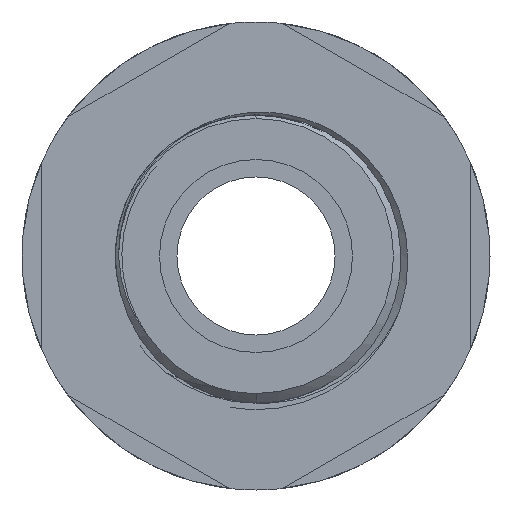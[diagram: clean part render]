
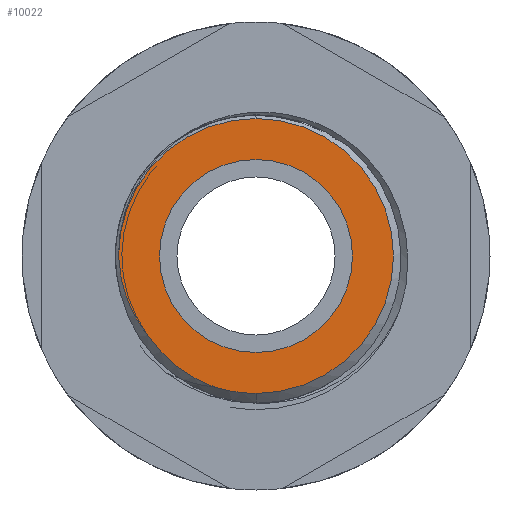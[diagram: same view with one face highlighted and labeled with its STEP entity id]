
A CAD part, front view. The second image highlights one B-rep face of the part: STEP entity #10022.
In plain terms, the highlighted planar face has unit normal (0, -1, 0).
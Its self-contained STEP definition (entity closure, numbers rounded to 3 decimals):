
#102 = CARTESIAN_POINT ( 'NONE',  ( 0., -8., 4.95 ) ) ;
#710 = CARTESIAN_POINT ( 'NONE',  ( -5.339, -8., -4.378 ) ) ;
#766 = CARTESIAN_POINT ( 'NONE',  ( -2.779, -8., -6.458 ) ) ;
#930 = ORIENTED_EDGE ( 'NONE', *, *, #13296, .T. ) ;
#942 = AXIS2_PLACEMENT_3D ( 'NONE', #5441, #5427, #5411 ) ;
#1055 = DIRECTION ( 'NONE',  ( 0., -1., 0. ) ) ;
#1084 = EDGE_LOOP ( 'NONE', ( #9297, #11342, #2677, #930, #3755 ) ) ;
#1535 = DIRECTION ( 'NONE',  ( 0., 1., 0. ) ) ;
#1852 = CARTESIAN_POINT ( 'NONE',  ( -2.089, -8., -6.734 ) ) ;
#1995 = VERTEX_POINT ( 'NONE', #7443 ) ;
#2288 = EDGE_CURVE ( 'NONE', #7047, #10268, #10123, .T. ) ;
#2436 = CARTESIAN_POINT ( 'NONE',  ( 0., -8., 7.05 ) ) ;
#2675 = ORIENTED_EDGE ( 'NONE', *, *, #12730, .F. ) ;
#2677 = ORIENTED_EDGE ( 'NONE', *, *, #5105, .T. ) ;
#2759 = VERTEX_POINT ( 'NONE', #102 ) ;
#2953 = DIRECTION ( 'NONE',  ( 0., -1., 0. ) ) ;
#3321 = CARTESIAN_POINT ( 'NONE',  ( -7.05, -8., -0.012 ) ) ;
#3437 = DIRECTION ( 'NONE',  ( 0., -1., 0. ) ) ;
#3755 = ORIENTED_EDGE ( 'NONE', *, *, #7441, .T. ) ;
#3976 = DIRECTION ( 'NONE',  ( 0., -1., 0. ) ) ;
#4329 = VERTEX_POINT ( 'NONE', #13416 ) ;
#4338 = CIRCLE ( 'NONE', #4600, 7.05 ) ;
#4450 = CARTESIAN_POINT ( 'NONE',  ( -2.089, -8., -6.734 ) ) ;
#4600 = AXIS2_PLACEMENT_3D ( 'NONE', #7571, #1055, #8633 ) ;
#5094 = CARTESIAN_POINT ( 'NONE',  ( -5.107, -8., -4.667 ) ) ;
#5105 = EDGE_CURVE ( 'NONE', #10268, #4329, #4338, .T. ) ;
#5170 = EDGE_LOOP ( 'NONE', ( #2675, #9206 ) ) ;
#5411 = DIRECTION ( 'NONE',  ( 0., 0., 1. ) ) ;
#5427 = DIRECTION ( 'NONE',  ( 0., -1., 0. ) ) ;
#5441 = CARTESIAN_POINT ( 'NONE',  ( 0., -8., 0. ) ) ;
#5499 = CARTESIAN_POINT ( 'NONE',  ( -6.367, -8., -2.852 ) ) ;
#6178 = CARTESIAN_POINT ( 'NONE',  ( -4.321, -8., -5.455 ) ) ;
#6594 = CARTESIAN_POINT ( 'NONE',  ( -5.547, -8., -4.069 ) ) ;
#6796 = B_SPLINE_CURVE_WITH_KNOTS ( 'NONE', 3,
 ( #3321, #9710, #11660, #5499, #12649, #6594 ),
 .UNSPECIFIED., .F., .F.,
 ( 4, 2, 4 ),
 ( 0.009, 0.012, 0.014 ),
 .UNSPECIFIED. ) ;
#6831 = CIRCLE ( 'NONE', #9566, 4.95 ) ;
#6966 = PLANE ( 'NONE',  #10380 ) ;
#7047 = VERTEX_POINT ( 'NONE', #9603 ) ;
#7072 = FACE_BOUND ( 'NONE', #5170, .T. ) ;
#7283 = CARTESIAN_POINT ( 'NONE',  ( -3.426, -8., -6.107 ) ) ;
#7357 = CIRCLE ( 'NONE', #8467, 7.05 ) ;
#7441 = EDGE_CURVE ( 'NONE', #1995, #11540, #8356, .T. ) ;
#7443 = CARTESIAN_POINT ( 'NONE',  ( -5.547, -8., -4.069 ) ) ;
#7571 = CARTESIAN_POINT ( 'NONE',  ( 0., -8., 0. ) ) ;
#8300 = CARTESIAN_POINT ( 'NONE',  ( -5.547, -8., -4.069 ) ) ;
#8344 = CARTESIAN_POINT ( 'NONE',  ( -2.438, -8., -6.61 ) ) ;
#8356 = B_SPLINE_CURVE_WITH_KNOTS ( 'NONE', 3,
 ( #8300, #710, #5094, #12281, #6178, #13275, #7283, #766, #8344, #1852 ),
 .UNSPECIFIED., .F., .F.,
 ( 4, 2, 2, 2, 4 ),
 ( 0., 0.001, 0.002, 0.003, 0.004 ),
 .UNSPECIFIED. ) ;
#8467 = AXIS2_PLACEMENT_3D ( 'NONE', #9830, #3437, #10808 ) ;
#8633 = DIRECTION ( 'NONE',  ( 0., 0., 1. ) ) ;
#9084 = DIRECTION ( 'NONE',  ( 0., 0., 1. ) ) ;
#9206 = ORIENTED_EDGE ( 'NONE', *, *, #11977, .F. ) ;
#9297 = ORIENTED_EDGE ( 'NONE', *, *, #11517, .T. ) ;
#9375 = CARTESIAN_POINT ( 'NONE',  ( 0., -8., 0. ) ) ;
#9566 = AXIS2_PLACEMENT_3D ( 'NONE', #9375, #2953, #10372 ) ;
#9603 = CARTESIAN_POINT ( 'NONE',  ( 0., -8., -7.05 ) ) ;
#9710 = CARTESIAN_POINT ( 'NONE',  ( -7.022, -8., -0.748 ) ) ;
#9732 = AXIS2_PLACEMENT_3D ( 'NONE', #10311, #3976, #11285 ) ;
#9749 = VERTEX_POINT ( 'NONE', #11573 ) ;
#9830 = CARTESIAN_POINT ( 'NONE',  ( 0., -8., 0. ) ) ;
#10022 = ADVANCED_FACE ( 'NONE', ( #7072, #12426 ), #6966, .F. ) ;
#10123 = CIRCLE ( 'NONE', #942, 7.05 ) ;
#10268 = VERTEX_POINT ( 'NONE', #2436 ) ;
#10311 = CARTESIAN_POINT ( 'NONE',  ( 0., -8., 0. ) ) ;
#10372 = DIRECTION ( 'NONE',  ( 0., 0., -1. ) ) ;
#10380 = AXIS2_PLACEMENT_3D ( 'NONE', #12946, #1535, #9084 ) ;
#10522 = CIRCLE ( 'NONE', #9732, 4.95 ) ;
#10808 = DIRECTION ( 'NONE',  ( 0., 0., 1. ) ) ;
#11285 = DIRECTION ( 'NONE',  ( 0., 0., -1. ) ) ;
#11342 = ORIENTED_EDGE ( 'NONE', *, *, #2288, .T. ) ;
#11517 = EDGE_CURVE ( 'NONE', #11540, #7047, #7357, .T. ) ;
#11540 = VERTEX_POINT ( 'NONE', #4450 ) ;
#11573 = CARTESIAN_POINT ( 'NONE',  ( 0., -8., -4.95 ) ) ;
#11660 = CARTESIAN_POINT ( 'NONE',  ( -6.881, -8., -1.464 ) ) ;
#11977 = EDGE_CURVE ( 'NONE', #2759, #9749, #6831, .T. ) ;
#12281 = CARTESIAN_POINT ( 'NONE',  ( -4.599, -8., -5.204 ) ) ;
#12426 = FACE_OUTER_BOUND ( 'NONE', #1084, .T. ) ;
#12649 = CARTESIAN_POINT ( 'NONE',  ( -6.008, -8., -3.49 ) ) ;
#12730 = EDGE_CURVE ( 'NONE', #9749, #2759, #10522, .T. ) ;
#12946 = CARTESIAN_POINT ( 'NONE',  ( 0., -8., 0. ) ) ;
#13275 = CARTESIAN_POINT ( 'NONE',  ( -3.734, -8., -5.906 ) ) ;
#13296 = EDGE_CURVE ( 'NONE', #4329, #1995, #6796, .T. ) ;
#13416 = CARTESIAN_POINT ( 'NONE',  ( -7.05, -8., -0.012 ) ) ;
